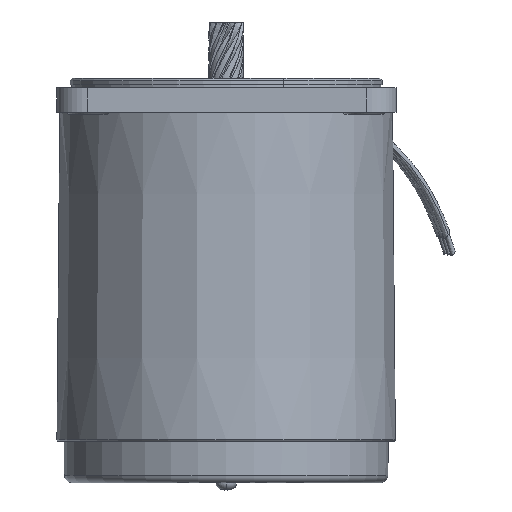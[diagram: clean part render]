
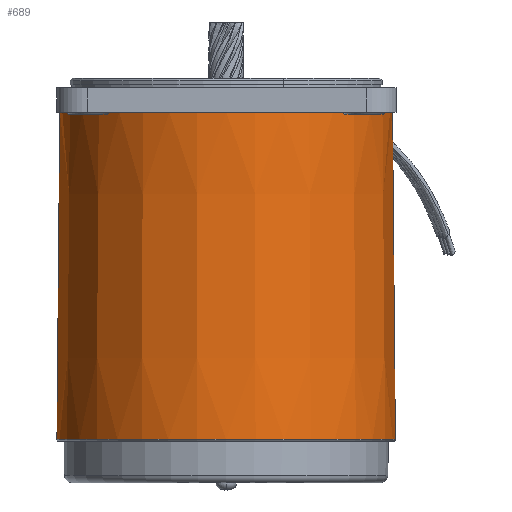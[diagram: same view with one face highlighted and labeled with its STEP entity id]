
A CAD part, left-side view. The second image highlights one B-rep face of the part: STEP entity #689.
In plain terms, the highlighted conical face has half-angle 0.5 degrees and reference radius 45.1 mm.
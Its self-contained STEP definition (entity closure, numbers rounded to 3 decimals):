
#160 = VERTEX_POINT ( 'NONE', #3447 ) ;
#161 = VERTEX_POINT ( 'NONE', #3446 ) ;
#689 = ADVANCED_FACE ( 'NONE', ( #4886 ), #4857, .T. ) ;
#691 = EDGE_LOOP ( 'NONE', ( #2517, #2525, #2530, #2528 ) ) ;
#2517 = ORIENTED_EDGE ( 'NONE', *, *, #2522, .F. ) ;
#2518 = EDGE_CURVE ( 'NONE', #161, #160, #12028, .T. ) ;
#2520 = EDGE_CURVE ( 'NONE', #2523, #161, #12023, .T. ) ;
#2521 = VERTEX_POINT ( 'NONE', #12027 ) ;
#2522 = EDGE_CURVE ( 'NONE', #2523, #2521, #11973, .T. ) ;
#2523 = VERTEX_POINT ( 'NONE', #12012 ) ;
#2524 = EDGE_CURVE ( 'NONE', #2521, #160, #12017, .T. ) ;
#2525 = ORIENTED_EDGE ( 'NONE', *, *, #2520, .T. ) ;
#2528 = ORIENTED_EDGE ( 'NONE', *, *, #2524, .F. ) ;
#2530 = ORIENTED_EDGE ( 'NONE', *, *, #2518, .T. ) ;
#3446 = CARTESIAN_POINT ( 'NONE',  ( 11.504, 0., 45. ) ) ;
#3447 = CARTESIAN_POINT ( 'NONE',  ( 11.504, 0., -45. ) ) ;
#4840 = DIRECTION ( 'NONE',  ( -1., 0., 0. ) ) ;
#4857 = CONICAL_SURFACE ( 'NONE', #4874, 45.1, 0.009 ) ;
#4874 = AXIS2_PLACEMENT_3D ( 'NONE', #4909, #4840, #4937 ) ;
#4886 = FACE_OUTER_BOUND ( 'NONE', #691, .T. ) ;
#4909 = CARTESIAN_POINT ( 'NONE',  ( 0., 0., 0. ) ) ;
#4937 = DIRECTION ( 'NONE',  ( 0., 0., -1. ) ) ;
#11973 = CIRCLE ( 'NONE', #12018, 44.24 ) ;
#12004 = DIRECTION ( 'NONE',  ( 0., 0., -1. ) ) ;
#12005 = DIRECTION ( 'NONE',  ( 1., 0., 0. ) ) ;
#12006 = CARTESIAN_POINT ( 'NONE',  ( 98.5, 0., 0. ) ) ;
#12010 = DIRECTION ( 'NONE',  ( -1., 0., -0.009 ) ) ;
#12011 = CARTESIAN_POINT ( 'NONE',  ( 0., 0., -45.1 ) ) ;
#12012 = CARTESIAN_POINT ( 'NONE',  ( 98.5, 0., 44.24 ) ) ;
#12014 = DIRECTION ( 'NONE',  ( -1., 0., 0.009 ) ) ;
#12015 = VECTOR ( 'NONE', #12014, 1000. ) ;
#12016 = CARTESIAN_POINT ( 'NONE',  ( 0., 0., 45.1 ) ) ;
#12017 = LINE ( 'NONE', #12011, #12060 ) ;
#12018 = AXIS2_PLACEMENT_3D ( 'NONE', #12006, #12005, #12004 ) ;
#12019 = DIRECTION ( 'NONE',  ( 0., 0., 1. ) ) ;
#12020 = DIRECTION ( 'NONE',  ( 1., 0., 0. ) ) ;
#12021 = CARTESIAN_POINT ( 'NONE',  ( 11.504, 0., 0. ) ) ;
#12022 = AXIS2_PLACEMENT_3D ( 'NONE', #12021, #12020, #12019 ) ;
#12023 = LINE ( 'NONE', #12016, #12015 ) ;
#12027 = CARTESIAN_POINT ( 'NONE',  ( 98.5, 0., -44.24 ) ) ;
#12028 = CIRCLE ( 'NONE', #12022, 45. ) ;
#12060 = VECTOR ( 'NONE', #12010, 1000. ) ;
